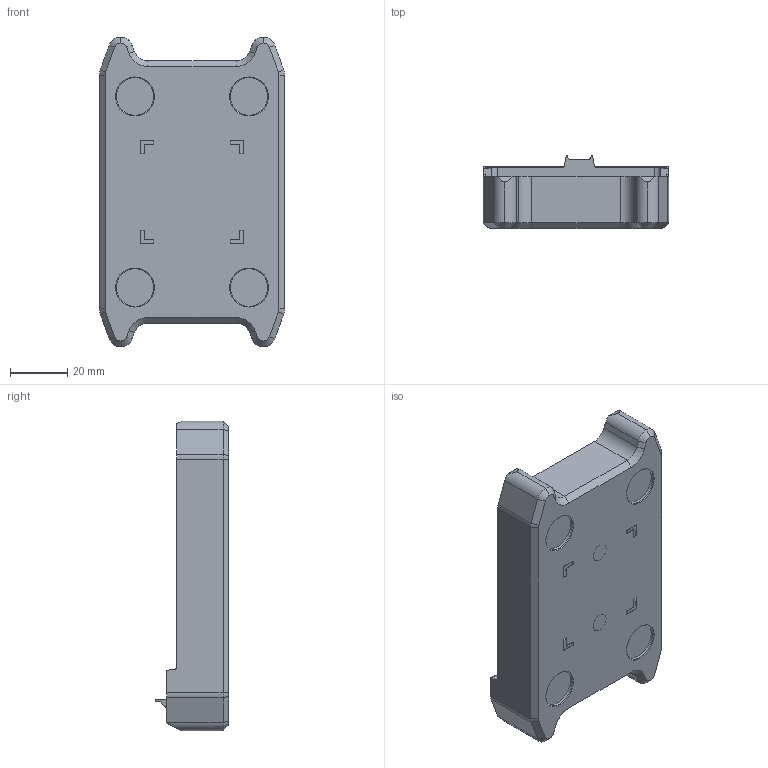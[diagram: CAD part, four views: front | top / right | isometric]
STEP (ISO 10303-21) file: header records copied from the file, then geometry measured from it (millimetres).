
FILE_DESCRIPTION (( 'STEP AP203' ), '1' );
FILE_NAME ('FPR12097.STEP', '2023-11-03T21:17:27', ( '' ), ( '' ), 'SwSTEP 2.0', 'SolidWorks 2020', '' );
FILE_SCHEMA (( 'CONFIG_CONTROL_DESIGN' ));
Length unit declared in the file: millimetre
Products named in the file (1): FPR12097
Bounding box: 65 x 25.76 x 108.52 mm (x, y, z)
Volume: 47597.1 mm3; surface area: 23893.1 mm2
Topology: 1 solids, 1 shells, 453 faces, 1180 edges, 751 vertices
Faces by surface type: plane 245, cone 94, cylinder 58, torus 46, bspline 10
Entity records: 14686 total; most frequent: CARTESIAN_POINT 3449, ORIENTED_EDGE 2360, DIRECTION 2331, EDGE_CURVE 1180, AXIS2_PLACEMENT_3D 788, VECTOR 755, LINE 755, VERTEX_POINT 751
